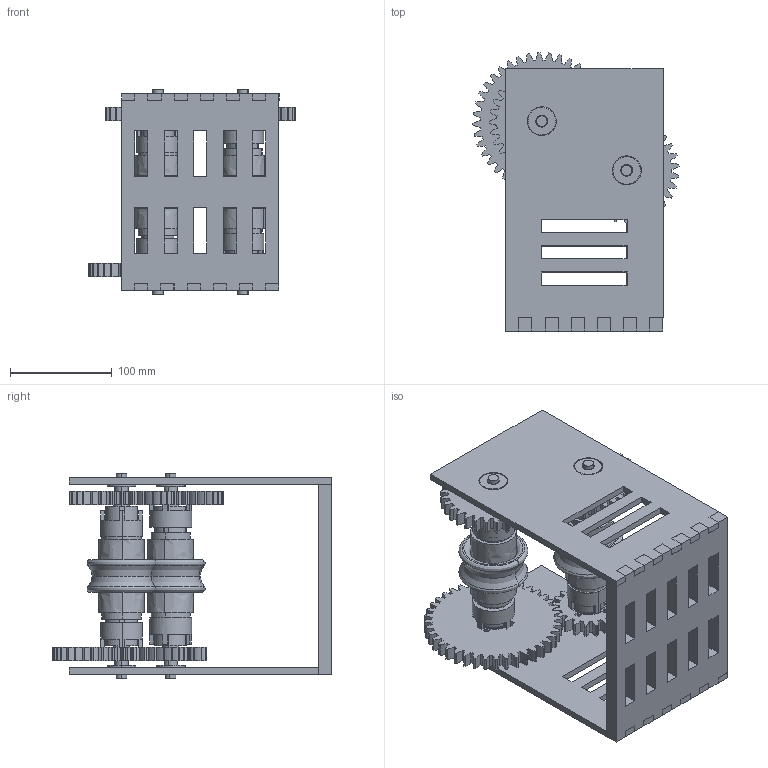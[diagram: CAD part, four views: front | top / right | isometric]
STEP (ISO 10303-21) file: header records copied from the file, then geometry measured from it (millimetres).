
FILE_DESCRIPTION(('FreeCAD Model'),'2;1');
FILE_NAME('Open CASCADE Shape Model','2025-05-03T20:25:30',('FreeCAD'),( 'FreeCAD'),'Open CASCADE STEP processor 7.6','FreeCAD','Unknown');
FILE_SCHEMA(('AUTOMOTIVE_DESIGN { 1 0 10303 214 1 1 1 1 }'));
Products named in the file (1): Open CASCADE STEP translator 7.6 1
Bounding box: 202.46 x 273.71 x 200.95 mm (x, y, z)
Volume: 1609380.2 mm3; surface area: 456866.6 mm2
Topology: 31 solids, 31 shells, 5808 faces, 16108 edges, 10676 vertices
Faces by surface type: bspline 5808
Entity records: 250946 total; most frequent: CARTESIAN_POINT 156695, ORIENTED_EDGE 32216, EDGE_CURVE 16108, B_SPLINE_CURVE_WITH_KNOTS 12882, VERTEX_POINT 10676, FACE_BOUND 6214, EDGE_LOOP 6214, ADVANCED_FACE 5808
